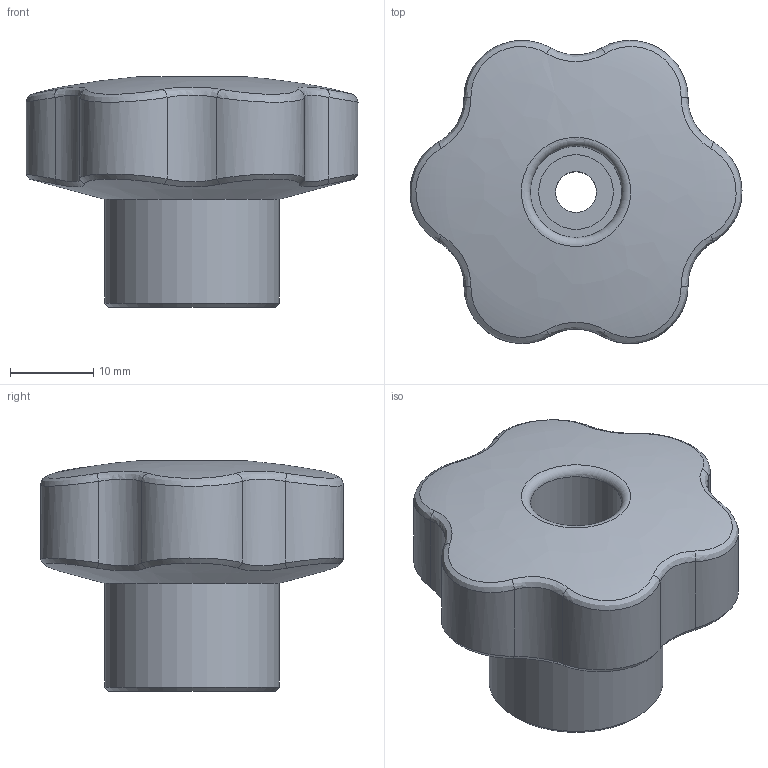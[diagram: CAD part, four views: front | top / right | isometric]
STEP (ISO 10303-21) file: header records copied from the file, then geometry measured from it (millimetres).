
FILE_DESCRIPTION( ( 'Unknown' ), '1' );
FILE_NAME( '6157125_VBX40_FP_M06.stp', 'Unknown', ( 'Unknown' ), ( 'Unknown' ), 'PSStep 14.0', 'Unknown', ' ' );
FILE_SCHEMA( ( 'AUTOMOTIVE_DESIGN { 1 0 10303 214 1 1 1 1 }' ) );
Length unit declared in the file: millimetre
Products named in the file (1): 6157125
Bounding box: 39.99 x 36.51 x 27.75 mm (x, y, z)
Volume: 17298.2 mm3; surface area: 4861.7 mm2
Topology: 1 solids, 1 shells, 50 faces, 110 edges, 64 vertices
Faces by surface type: bspline 24, cylinder 17, plane 4, cone 3, revolution 1, torus 1
Full cylindrical faces by diameter (mm): 4.917 x1, 9 x2, 11 x1, 21 x1
Entity records: 5915 total; most frequent: CARTESIAN_POINT 4650, ORIENTED_EDGE 194, DIRECTION 115, EDGE_CURVE 97, EDGE_LOOP 64, B_SPLINE_CURVE_WITH_KNOTS 61, VERTEX_POINT 61, FACE_OUTER_BOUND 56
